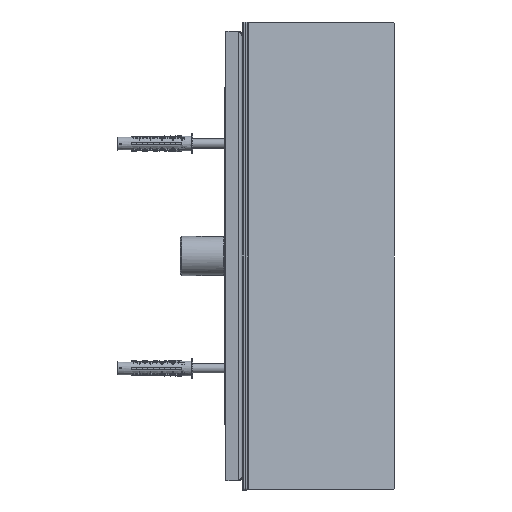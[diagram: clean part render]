
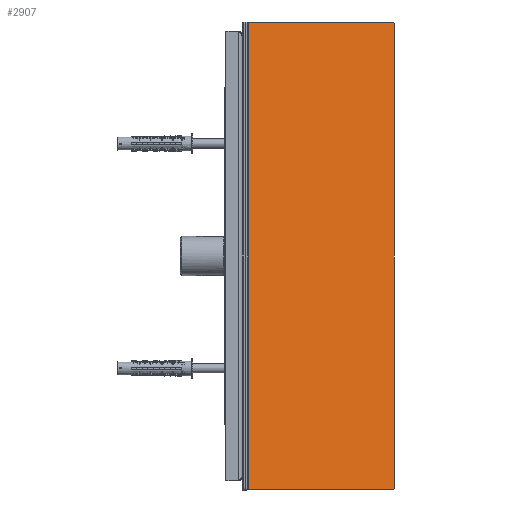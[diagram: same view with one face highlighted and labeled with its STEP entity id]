
A CAD part, front view. The second image highlights one B-rep face of the part: STEP entity #2907.
In plain terms, the highlighted planar face has unit normal (0.574, -0.819, 0).
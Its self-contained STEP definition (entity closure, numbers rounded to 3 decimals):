
#2907=ADVANCED_FACE('',(#4988),#4989,.T.);
#4988=FACE_OUTER_BOUND('',#7361,.T.);
#4989=PLANE('',#7362);
#7361=EDGE_LOOP('',(#12283,#12284,#12285,#12286,#12287,#12288));
#7362=AXIS2_PLACEMENT_3D('',#12289,#12290,#12291);
#12283=ORIENTED_EDGE('',*,*,#14198,.T.);
#12284=ORIENTED_EDGE('',*,*,#14225,.T.);
#12285=ORIENTED_EDGE('',*,*,#14201,.F.);
#12286=ORIENTED_EDGE('',*,*,#14241,.F.);
#12287=ORIENTED_EDGE('',*,*,#14212,.T.);
#12288=ORIENTED_EDGE('',*,*,#14228,.T.);
#12289=CARTESIAN_POINT('',(0.213,52.91,-125.0));
#12290=DIRECTION('',(0.574,-0.819,0.0));
#12291=DIRECTION('',(0.819,0.574,0.0));
#14198=EDGE_CURVE('',#17024,#17022,#17025,.T.);
#14201=EDGE_CURVE('',#17028,#17029,#17030,.T.);
#14212=EDGE_CURVE('',#17050,#17048,#17051,.T.);
#14225=EDGE_CURVE('',#17022,#17029,#17072,.T.);
#14228=EDGE_CURVE('',#17048,#17024,#17075,.T.);
#14241=EDGE_CURVE('',#17050,#17028,#17088,.T.);
#17022=VERTEX_POINT('',#21682);
#17024=VERTEX_POINT('',#21685);
#17025=LINE('',#21686,#21687);
#17028=VERTEX_POINT('',#21691);
#17029=VERTEX_POINT('',#21692);
#17030=LINE('',#21693,#21694);
#17048=VERTEX_POINT('',#21718);
#17050=VERTEX_POINT('',#21721);
#17051=LINE('',#21722,#21723);
#17072=CIRCLE('',#21751,1.0);
#17075=CIRCLE('',#21754,1.0);
#17088=LINE('',#21769,#21770);
#21682=CARTESIAN_POINT('',(39.123,80.154,124.0));
#21685=CARTESIAN_POINT('',(39.123,80.154,-124.0));
#21686=CARTESIAN_POINT('',(39.123,80.154,-125.0));
#21687=VECTOR('',#23863,1.0);
#21691=CARTESIAN_POINT('',(-38.697,25.665,125.0));
#21692=CARTESIAN_POINT('',(38.304,79.581,125.0));
#21693=CARTESIAN_POINT('',(0.213,52.91,125.0));
#21694=VECTOR('',#23865,1.0);
#21718=CARTESIAN_POINT('',(38.304,79.581,-125.0));
#21721=CARTESIAN_POINT('',(-38.697,25.665,-125.0));
#21722=CARTESIAN_POINT('',(0.213,52.91,-125.0));
#21723=VECTOR('',#23879,1.0);
#21751=AXIS2_PLACEMENT_3D('',#23896,#23897,#23898);
#21754=AXIS2_PLACEMENT_3D('',#23902,#23903,#23904);
#21769=CARTESIAN_POINT('',(-38.697,25.665,-125.0));
#21770=VECTOR('',#23919,1.0);
#23863=DIRECTION('',(0.0,0.0,1.0));
#23865=DIRECTION('',(0.819,0.574,0.0));
#23879=DIRECTION('',(0.819,0.574,0.0));
#23896=CARTESIAN_POINT('',(38.304,79.581,124.0));
#23897=DIRECTION('',(0.574,-0.819,0.0));
#23898=DIRECTION('',(0.819,0.574,0.0));
#23902=CARTESIAN_POINT('',(38.304,79.581,-124.0));
#23903=DIRECTION('',(0.574,-0.819,0.0));
#23904=DIRECTION('',(0.819,0.574,0.0));
#23919=DIRECTION('',(0.0,0.0,1.0));
